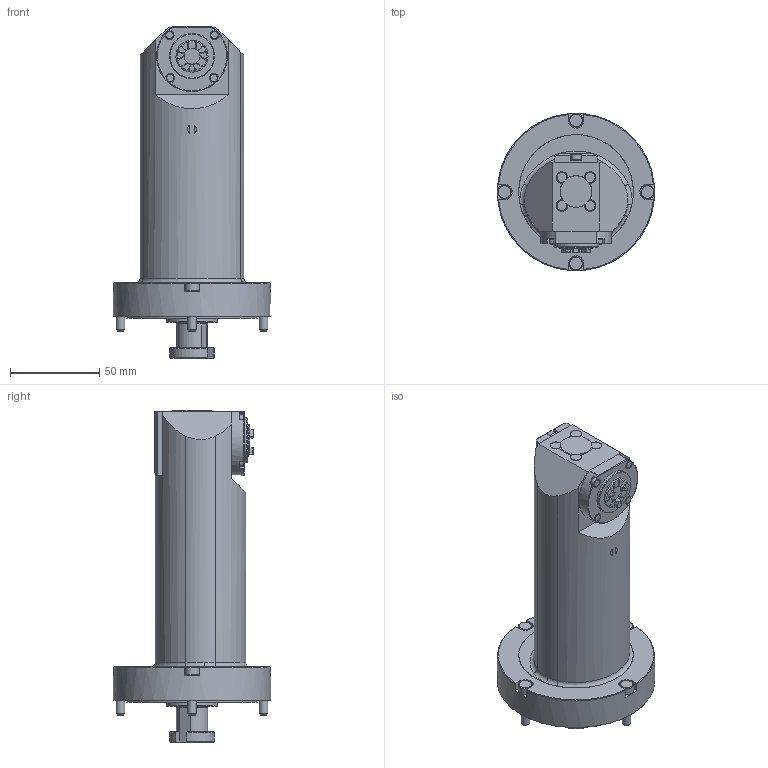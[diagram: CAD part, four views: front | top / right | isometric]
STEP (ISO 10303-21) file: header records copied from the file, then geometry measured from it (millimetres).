
FILE_DESCRIPTION(/* description */ (''),/* implementation_level */ '2;1');
FILE_NAME(/* name */ '3MSTER11_Shrinkwrap_1.stp',/* time_stamp */ '2018-03-27T14:05:29-04:00',/* author */ ('CBaker'),/* organization */ (''),/* preprocessor_version */ 'ST-DEVELOPER v16.1',/* originating_system */ 'Autodesk Inventor 2016',/* authorisation */ '');
FILE_SCHEMA (('AUTOMOTIVE_DESIGN { 1 0 10303 214 3 1 1 }'));
Length unit declared in the file: inch
Products named in the file (1): 3MSTER11_Shrinkwrap_1
Bounding box: 88.1 x 88.08 x 186.07 mm (x, y, z)
Volume: 448531.5 mm3; surface area: 45873.2 mm2
Topology: 1 solids, 1 shells, 243 faces, 619 edges, 400 vertices
Faces by surface type: plane 114, cylinder 72, cone 41, torus 10, bspline 4, sphere 2
Full cylindrical faces by diameter (mm): 4.648 x4, 4.826 x4, 5.74 x1, 7.925 x4, 9 x1, 15.062 x1, 18 x1, 25.4 x1, 28.575 x1, 64.287 x1, 73.152 x1, 88.113 x1
Entity records: 8387 total; most frequent: CARTESIAN_POINT 2533, DIRECTION 1182, ORIENTED_EDGE 1098, EDGE_CURVE 549, AXIS2_PLACEMENT_3D 479, VERTEX_POINT 381, EDGE_LOOP 316, STYLED_ITEM 244
